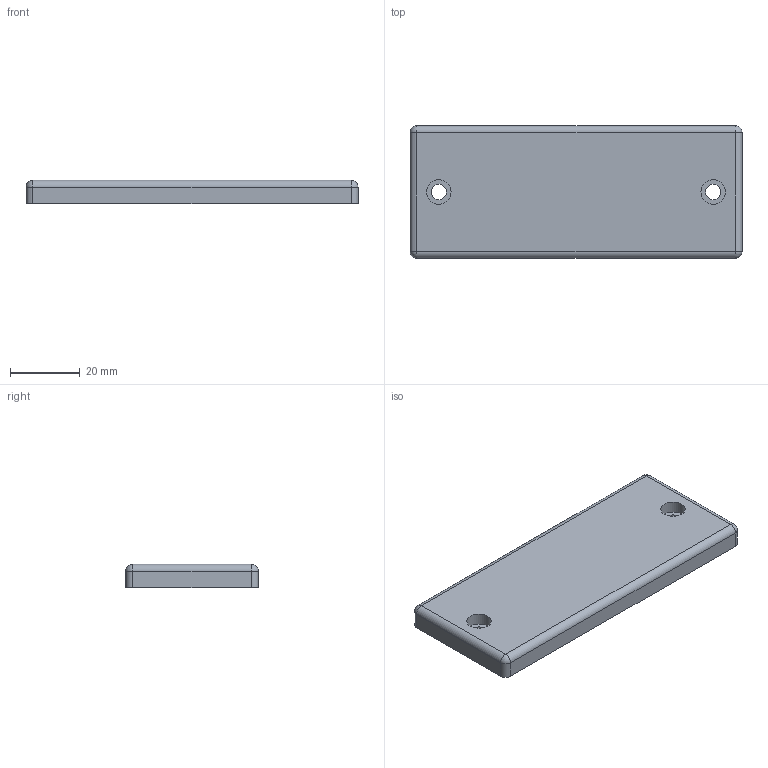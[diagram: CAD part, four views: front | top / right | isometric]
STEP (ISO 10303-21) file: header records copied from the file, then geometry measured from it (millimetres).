
FILE_DESCRIPTION (( 'STEP AP214' ), '1' );
FILE_NAME ('RL105G-1.STEP', '2018-06-08T12:03:12', ( '' ), ( '' ), 'SwSTEP 2.0', 'SolidWorks 2017', '' );
FILE_SCHEMA (( 'AUTOMOTIVE_DESIGN' ));
Length unit declared in the file: inch
Products named in the file (1): RL105G-1
Bounding box: 95 x 38 x 6.7 mm (x, y, z)
Volume: 23569.7 mm3; surface area: 8928.4 mm2
Topology: 1 solids, 1 shells, 24 faces, 52 edges, 28 vertices
Faces by surface type: cylinder 12, plane 8, sphere 4
Full cylindrical faces by diameter (mm): 4.4 x2, 7 x2
Entity records: 648 total; most frequent: DIRECTION 118, CARTESIAN_POINT 97, ORIENTED_EDGE 88, AXIS2_PLACEMENT_3D 49, EDGE_CURVE 44, EDGE_LOOP 34, FACE_OUTER_BOUND 28, VERTEX_POINT 28
